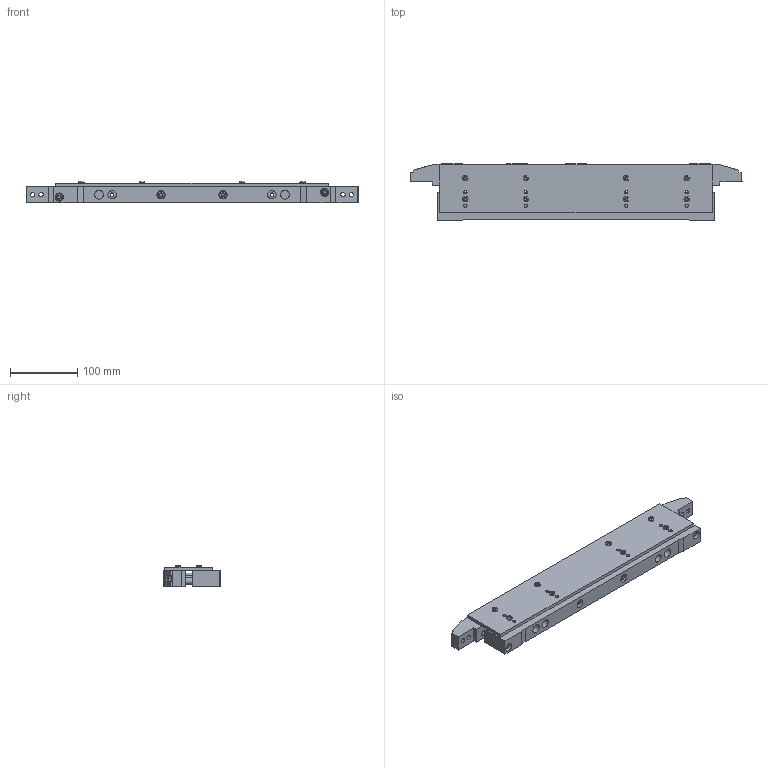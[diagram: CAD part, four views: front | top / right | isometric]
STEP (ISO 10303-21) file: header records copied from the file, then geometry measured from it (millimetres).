
FILE_DESCRIPTION(('CATIA V5 STEP'),'2;1');
FILE_NAME('A8017333_L_Sammelschienentraeger_SST_185_A1_5010.stp','2014-08-12T16:16:51+00:00',('none'),('Jean Müller GmbH'),'CATIA Version 5 Release 19 SP 9 (IN-10)','CATIA V5 STEP AP214','none');
FILE_SCHEMA(('AUTOMOTIVE_DESIGN { 1 0 10303 214 1 1 1 1 }'));
Length unit declared in the file: millimetre
Products named in the file (9): A8017333_L_Sammelschienentraeger SST-185/A1/5010; 43366_Abstuetzplatte 1; 68259_EJOT DELTA PT-Schraube; A8017273_L_Sammelschienentraeger SST-185/5010; 66108_Sechskantmutter M6; 32608_L01_Sammelschienentraeger; 32609_L01_Sammelschienentraeger; 68350_Zylinderschr mit Innensechskt M6x70_DIN 912; 34266_01_Distanzhuelse
Assembly tree (24 placements, depth 3):
  A8017333_L_Sammelschienentraeger SST-185/A1/5010
    43366_Abstuetzplatte 1
    68259_EJOT DELTA PT-Schraube  x8
    A8017273_L_Sammelschienentraeger SST-185/5010
      66108_Sechskantmutter M6  x4
      32608_L01_Sammelschienentraeger
      32609_L01_Sammelschienentraeger
      68350_Zylinderschr mit Innensechskt M6x70_DIN 912  x4
      34266_01_Distanzhuelse  x4
Bounding box: 495 x 84.1 x 32.15 mm (x, y, z)
Volume: 816278.1 mm3; surface area: 213033.6 mm2
Topology: 23 solids, 23 shells, 1049 faces, 2567 edges, 1522 vertices
Faces by surface type: cylinder 448, cone 296, plane 249, torus 56
Entity records: 12717 total; most frequent: CARTESIAN_POINT 3105, ORIENTED_EDGE 2106, DIRECTION 1521, EDGE_CURVE 1053, VERTEX_POINT 683, AXIS2_PLACEMENT_3D 669, VECTOR 567, LINE 567
